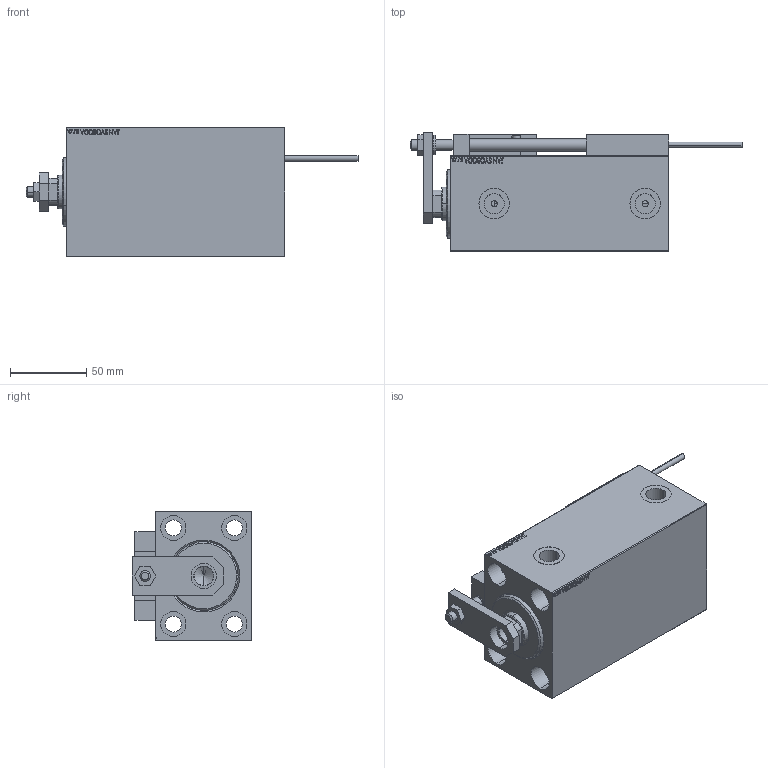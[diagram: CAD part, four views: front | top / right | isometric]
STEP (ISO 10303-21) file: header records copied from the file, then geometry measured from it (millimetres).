
FILE_DESCRIPTION (( 'STEP AP203' ), '1' );
FILE_NAME ('7fff.STEP', '2021-11-01T20:47:20', ( '' ), ( '' ), 'SwSTEP 2.0', 'SolidWorks 2019', '' );
FILE_SCHEMA (( 'CONFIG_CONTROL_DESIGN' ));
Length unit declared in the file: millimetre
Products named in the file (15): SWITCH_X_FRONT_BACK 6bb30add50e03a83d2a021831fdd5716; SWITCH DIM B,W 6bb30add50e03a83d2a021831fdd5716; ALLEN BOLT D5 6bb30add50e03a83d2a021831fdd5716; V450CM_VC_B 6bb30add50e03a83d2a021831fdd5716; NUT_D12 6bb30add50e03a83d2a021831fdd5716; KONCOVKA 6bb30add50e03a83d2a021831fdd5716; Block 6bb30add50e03a83d2a021831fdd5716; ZARAZKA 6bb30add50e03a83d2a021831fdd5716; ALLEN BOLT D8 6bb30add50e03a83d2a021831fdd5716; V450CM_C 6bb30add50e03a83d2a021831fdd5716; TYC_L79 6bb30add50e03a83d2a021831fdd5716; V450CM_C_VCP 6bb30add50e03a83d2a021831fdd5716; SWITCH X 6bb30add50e03a83d2a021831fdd5716; 7fff; MAGNET 6bb30add50e03a83d2a021831fdd5716
Assembly tree (24 placements, depth 3):
  7fff
    V450CM_C 6bb30add50e03a83d2a021831fdd5716
    SWITCH X 6bb30add50e03a83d2a021831fdd5716
      SWITCH_X_FRONT_BACK 6bb30add50e03a83d2a021831fdd5716  x2
      TYC_L79 6bb30add50e03a83d2a021831fdd5716
      Block 6bb30add50e03a83d2a021831fdd5716  x2
      ALLEN BOLT D5 6bb30add50e03a83d2a021831fdd5716  x4
      ALLEN BOLT D8 6bb30add50e03a83d2a021831fdd5716  x4
      MAGNET 6bb30add50e03a83d2a021831fdd5716  x2
      KONCOVKA 6bb30add50e03a83d2a021831fdd5716  x2
    NUT_D12 6bb30add50e03a83d2a021831fdd5716
    SWITCH DIM B,W 6bb30add50e03a83d2a021831fdd5716
    ZARAZKA 6bb30add50e03a83d2a021831fdd5716
    V450CM_C_VCP 6bb30add50e03a83d2a021831fdd5716
    V450CM_VC_B 6bb30add50e03a83d2a021831fdd5716
Bounding box: 217.7 x 78.5 x 85 mm (x, y, z)
Volume: 687319.7 mm3; surface area: 139924.2 mm2
Topology: 23 solids, 23 shells, 1282 faces, 3073 edges, 1965 vertices
Faces by surface type: plane 560, bspline 380, cylinder 188, cone 106, torus 44, sphere 4
Entity records: 50322 total; most frequent: CARTESIAN_POINT 26031, ORIENTED_EDGE 5166, DIRECTION 3461, EDGE_CURVE 2583, VERTEX_POINT 1689, LINE 1487, VECTOR 1487, EDGE_LOOP 1192
